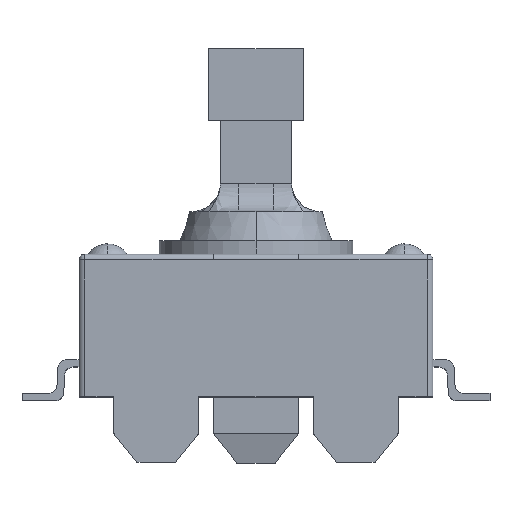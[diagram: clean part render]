
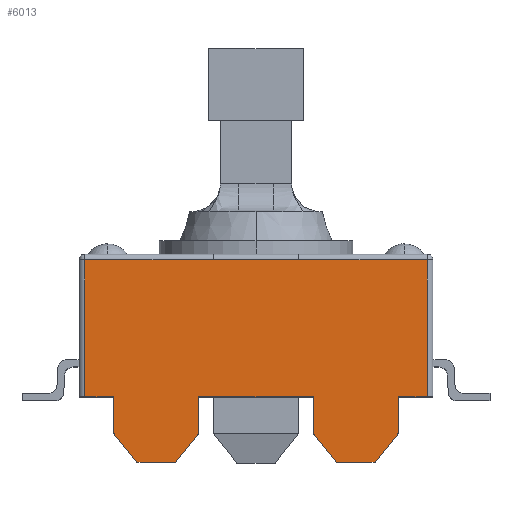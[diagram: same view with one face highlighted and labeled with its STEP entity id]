
A CAD part, top view. The second image highlights one B-rep face of the part: STEP entity #6013.
In plain terms, the highlighted planar face has unit normal (0, 0, 1).
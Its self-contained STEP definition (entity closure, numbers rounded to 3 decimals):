
#27 = VECTOR ( 'NONE', #7071, 1000. ) ;
#132 = EDGE_CURVE ( 'NONE', #7876, #694, #7117, .T. ) ;
#170 = ORIENTED_EDGE ( 'NONE', *, *, #3657, .T. ) ;
#361 = VERTEX_POINT ( 'NONE', #3346 ) ;
#650 = VERTEX_POINT ( 'NONE', #1130 ) ;
#694 = VERTEX_POINT ( 'NONE', #5654 ) ;
#723 = ORIENTED_EDGE ( 'NONE', *, *, #6061, .F. ) ;
#732 = EDGE_CURVE ( 'NONE', #5146, #7086, #4062, .T. ) ;
#772 = DIRECTION ( 'NONE',  ( 0., 1., 0. ) ) ;
#790 = CARTESIAN_POINT ( 'NONE',  ( -5., 2.3, 6.2 ) ) ;
#824 = CARTESIAN_POINT ( 'NONE',  ( 2., 1.034, 6.2 ) ) ;
#893 = VECTOR ( 'NONE', #8037, 1000. ) ;
#899 = LINE ( 'NONE', #3465, #7703 ) ;
#933 = VERTEX_POINT ( 'NONE', #4815 ) ;
#935 = EDGE_CURVE ( 'NONE', #6769, #1716, #3660, .T. ) ;
#947 = DIRECTION ( 'NONE',  ( -1., 0., 0. ) ) ;
#969 = CARTESIAN_POINT ( 'NONE',  ( 1.5, 7.1, 6.2 ) ) ;
#1006 = DIRECTION ( 'NONE',  ( 1., 0., 0. ) ) ;
#1031 = DIRECTION ( 'NONE',  ( 0., -1., 0. ) ) ;
#1130 = CARTESIAN_POINT ( 'NONE',  ( 2.829, 0., 6.2 ) ) ;
#1259 = EDGE_LOOP ( 'NONE', ( #1638, #4019, #5587, #7781, #5756, #1944, #2981, #4892, #5377, #3707, #2505, #170, #723, #5255, #6108, #2453, #2567, #6800 ) ) ;
#1341 = CARTESIAN_POINT ( 'NONE',  ( 5., 1.034, 6.2 ) ) ;
#1423 = LINE ( 'NONE', #3953, #2345 ) ;
#1444 = DIRECTION ( 'NONE',  ( -1., 0., 0. ) ) ;
#1594 = VECTOR ( 'NONE', #6457, 1000. ) ;
#1634 = EDGE_CURVE ( 'NONE', #4790, #4118, #2572, .T. ) ;
#1638 = ORIENTED_EDGE ( 'NONE', *, *, #3262, .F. ) ;
#1663 = DIRECTION ( 'NONE',  ( 0., 1., 0. ) ) ;
#1716 = VERTEX_POINT ( 'NONE', #4529 ) ;
#1743 = CARTESIAN_POINT ( 'NONE',  ( -2., 2.3, 6.2 ) ) ;
#1845 = VECTOR ( 'NONE', #1663, 1000. ) ;
#1891 = DIRECTION ( 'NONE',  ( 0., 0., -1. ) ) ;
#1944 = ORIENTED_EDGE ( 'NONE', *, *, #2668, .T. ) ;
#2029 = CARTESIAN_POINT ( 'NONE',  ( 2., 2.3, 6.2 ) ) ;
#2078 = LINE ( 'NONE', #1341, #27 ) ;
#2187 = DIRECTION ( 'NONE',  ( -1., 0., 0. ) ) ;
#2345 = VECTOR ( 'NONE', #7206, 1000. ) ;
#2354 = EDGE_CURVE ( 'NONE', #650, #5737, #5798, .T. ) ;
#2376 = DIRECTION ( 'NONE',  ( 1., 0., 0. ) ) ;
#2453 = ORIENTED_EDGE ( 'NONE', *, *, #3290, .T. ) ;
#2505 = ORIENTED_EDGE ( 'NONE', *, *, #6986, .T. ) ;
#2567 = ORIENTED_EDGE ( 'NONE', *, *, #3546, .F. ) ;
#2572 = LINE ( 'NONE', #2966, #893 ) ;
#2668 = EDGE_CURVE ( 'NONE', #1716, #4790, #1423, .T. ) ;
#2966 = CARTESIAN_POINT ( 'NONE',  ( -6.2, 2.3, 6.2 ) ) ;
#2981 = ORIENTED_EDGE ( 'NONE', *, *, #1634, .T. ) ;
#3144 = LINE ( 'NONE', #6008, #1845 ) ;
#3203 = DIRECTION ( 'NONE',  ( 0., 1., 0. ) ) ;
#3262 = EDGE_CURVE ( 'NONE', #5146, #3717, #8111, .T. ) ;
#3287 = VECTOR ( 'NONE', #3203, 1000. ) ;
#3290 = EDGE_CURVE ( 'NONE', #650, #6107, #5553, .T. ) ;
#3316 = EDGE_CURVE ( 'NONE', #4118, #7876, #6038, .T. ) ;
#3346 = CARTESIAN_POINT ( 'NONE',  ( 5., 1.034, 6.2 ) ) ;
#3351 = LINE ( 'NONE', #8105, #4418 ) ;
#3465 = CARTESIAN_POINT ( 'NONE',  ( -6.2, 0., 6.2 ) ) ;
#3530 = DIRECTION ( 'NONE',  ( -1., 0., 0. ) ) ;
#3546 = EDGE_CURVE ( 'NONE', #361, #6107, #2078, .T. ) ;
#3657 = EDGE_CURVE ( 'NONE', #4088, #4399, #5449, .T. ) ;
#3660 = LINE ( 'NONE', #7299, #4045 ) ;
#3707 = ORIENTED_EDGE ( 'NONE', *, *, #6844, .T. ) ;
#3717 = VERTEX_POINT ( 'NONE', #3964 ) ;
#3758 = VECTOR ( 'NONE', #6170, 1000. ) ;
#3792 = VECTOR ( 'NONE', #2187, 1000. ) ;
#3953 = CARTESIAN_POINT ( 'NONE',  ( -6., 7.3, 6.2 ) ) ;
#3964 = CARTESIAN_POINT ( 'NONE',  ( 5., 2.3, 6.2 ) ) ;
#3998 = EDGE_CURVE ( 'NONE', #3717, #361, #3351, .T. ) ;
#4019 = ORIENTED_EDGE ( 'NONE', *, *, #732, .T. ) ;
#4045 = VECTOR ( 'NONE', #3530, 1000. ) ;
#4062 = LINE ( 'NONE', #4395, #3287 ) ;
#4088 = VERTEX_POINT ( 'NONE', #7716 ) ;
#4118 = VERTEX_POINT ( 'NONE', #790 ) ;
#4278 = EDGE_CURVE ( 'NONE', #5737, #933, #3144, .T. ) ;
#4395 = CARTESIAN_POINT ( 'NONE',  ( 6., 7.3, 6.2 ) ) ;
#4399 = VERTEX_POINT ( 'NONE', #1743 ) ;
#4418 = VECTOR ( 'NONE', #7502, 1000. ) ;
#4503 = CARTESIAN_POINT ( 'NONE',  ( 2.829, 0., 6.2 ) ) ;
#4529 = CARTESIAN_POINT ( 'NONE',  ( -6., 7.1, 6.2 ) ) ;
#4540 = VECTOR ( 'NONE', #1031, 1000. ) ;
#4624 = CARTESIAN_POINT ( 'NONE',  ( -2., 1.034, 6.2 ) ) ;
#4660 = LINE ( 'NONE', #7751, #3792 ) ;
#4790 = VERTEX_POINT ( 'NONE', #6639 ) ;
#4803 = CARTESIAN_POINT ( 'NONE',  ( -5., 2.3, 6.2 ) ) ;
#4815 = CARTESIAN_POINT ( 'NONE',  ( 2., 2.3, 6.2 ) ) ;
#4892 = ORIENTED_EDGE ( 'NONE', *, *, #3316, .T. ) ;
#5146 = VERTEX_POINT ( 'NONE', #7281 ) ;
#5255 = ORIENTED_EDGE ( 'NONE', *, *, #4278, .F. ) ;
#5377 = ORIENTED_EDGE ( 'NONE', *, *, #132, .T. ) ;
#5423 = CARTESIAN_POINT ( 'NONE',  ( -6.2, 0., 6.2 ) ) ;
#5449 = LINE ( 'NONE', #4624, #5638 ) ;
#5549 = CARTESIAN_POINT ( 'NONE',  ( -6.2, 7.1, 6.2 ) ) ;
#5553 = LINE ( 'NONE', #5423, #7926 ) ;
#5587 = ORIENTED_EDGE ( 'NONE', *, *, #7514, .T. ) ;
#5638 = VECTOR ( 'NONE', #772, 1000. ) ;
#5652 = CARTESIAN_POINT ( 'NONE',  ( 4.171, 0., 6.2 ) ) ;
#5654 = CARTESIAN_POINT ( 'NONE',  ( -4.171, 0., 6.2 ) ) ;
#5662 = EDGE_CURVE ( 'NONE', #7377, #6769, #4660, .T. ) ;
#5737 = VERTEX_POINT ( 'NONE', #824 ) ;
#5756 = ORIENTED_EDGE ( 'NONE', *, *, #935, .T. ) ;
#5798 = LINE ( 'NONE', #4503, #6994 ) ;
#5867 = CARTESIAN_POINT ( 'NONE',  ( -6.2, 7.3, 6.2 ) ) ;
#5945 = CARTESIAN_POINT ( 'NONE',  ( 6.2, 2.3, 6.2 ) ) ;
#6008 = CARTESIAN_POINT ( 'NONE',  ( 2., 1.034, 6.2 ) ) ;
#6013 = ADVANCED_FACE ( 'NONE', ( #7619 ), #6159, .F. ) ;
#6018 = CARTESIAN_POINT ( 'NONE',  ( -2.829, 0., 6.2 ) ) ;
#6038 = LINE ( 'NONE', #4803, #4540 ) ;
#6061 = EDGE_CURVE ( 'NONE', #933, #4399, #7041, .T. ) ;
#6080 = CARTESIAN_POINT ( 'NONE',  ( -2.829, 0., 6.2 ) ) ;
#6107 = VERTEX_POINT ( 'NONE', #5652 ) ;
#6108 = ORIENTED_EDGE ( 'NONE', *, *, #2354, .F. ) ;
#6134 = DIRECTION ( 'NONE',  ( -1., 0., 0. ) ) ;
#6159 = PLANE ( 'NONE',  #7036 ) ;
#6170 = DIRECTION ( 'NONE',  ( 0.626, 0.78, 0. ) ) ;
#6225 = CARTESIAN_POINT ( 'NONE',  ( 6., 7.1, 6.2 ) ) ;
#6234 = VECTOR ( 'NONE', #6134, 1000. ) ;
#6315 = CARTESIAN_POINT ( 'NONE',  ( -5., 1.034, 6.2 ) ) ;
#6420 = CARTESIAN_POINT ( 'NONE',  ( -1.5, 7.1, 6.2 ) ) ;
#6442 = VECTOR ( 'NONE', #947, 1000. ) ;
#6457 = DIRECTION ( 'NONE',  ( -1., 0., 0. ) ) ;
#6525 = LINE ( 'NONE', #6080, #3758 ) ;
#6639 = CARTESIAN_POINT ( 'NONE',  ( -6., 2.3, 6.2 ) ) ;
#6769 = VERTEX_POINT ( 'NONE', #6420 ) ;
#6800 = ORIENTED_EDGE ( 'NONE', *, *, #3998, .F. ) ;
#6844 = EDGE_CURVE ( 'NONE', #694, #7399, #899, .T. ) ;
#6919 = VECTOR ( 'NONE', #8167, 1000. ) ;
#6986 = EDGE_CURVE ( 'NONE', #7399, #4088, #6525, .T. ) ;
#6994 = VECTOR ( 'NONE', #7116, 1000. ) ;
#7036 = AXIS2_PLACEMENT_3D ( 'NONE', #5867, #1891, #1444 ) ;
#7041 = LINE ( 'NONE', #2029, #1594 ) ;
#7071 = DIRECTION ( 'NONE',  ( -0.626, -0.78, 0. ) ) ;
#7086 = VERTEX_POINT ( 'NONE', #6225 ) ;
#7116 = DIRECTION ( 'NONE',  ( -0.626, 0.78, 0. ) ) ;
#7117 = LINE ( 'NONE', #6315, #6919 ) ;
#7206 = DIRECTION ( 'NONE',  ( 0., -1., 0. ) ) ;
#7281 = CARTESIAN_POINT ( 'NONE',  ( 6., 2.3, 6.2 ) ) ;
#7299 = CARTESIAN_POINT ( 'NONE',  ( -6.2, 7.1, 6.2 ) ) ;
#7377 = VERTEX_POINT ( 'NONE', #969 ) ;
#7399 = VERTEX_POINT ( 'NONE', #6018 ) ;
#7494 = CARTESIAN_POINT ( 'NONE',  ( -5., 1.034, 6.2 ) ) ;
#7502 = DIRECTION ( 'NONE',  ( 0., -1., 0. ) ) ;
#7514 = EDGE_CURVE ( 'NONE', #7086, #7377, #7594, .T. ) ;
#7594 = LINE ( 'NONE', #5549, #6234 ) ;
#7619 = FACE_OUTER_BOUND ( 'NONE', #1259, .T. ) ;
#7703 = VECTOR ( 'NONE', #1006, 1000. ) ;
#7716 = CARTESIAN_POINT ( 'NONE',  ( -2., 1.034, 6.2 ) ) ;
#7751 = CARTESIAN_POINT ( 'NONE',  ( -6.2, 7.1, 6.2 ) ) ;
#7781 = ORIENTED_EDGE ( 'NONE', *, *, #5662, .T. ) ;
#7876 = VERTEX_POINT ( 'NONE', #7494 ) ;
#7926 = VECTOR ( 'NONE', #2376, 1000. ) ;
#8037 = DIRECTION ( 'NONE',  ( 1., 0., 0. ) ) ;
#8105 = CARTESIAN_POINT ( 'NONE',  ( 5., 2.3, 6.2 ) ) ;
#8111 = LINE ( 'NONE', #5945, #6442 ) ;
#8167 = DIRECTION ( 'NONE',  ( 0.626, -0.78, 0. ) ) ;
